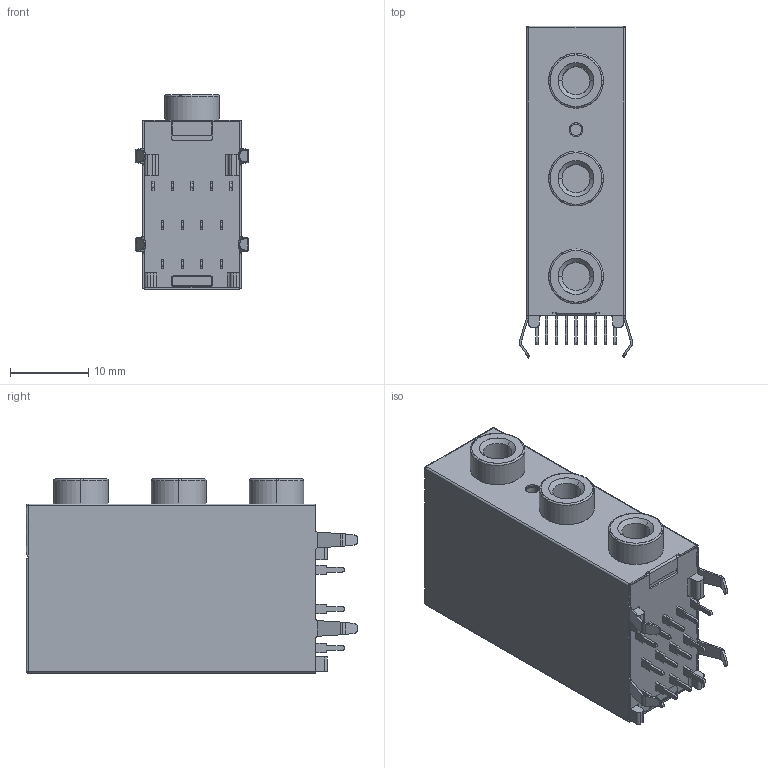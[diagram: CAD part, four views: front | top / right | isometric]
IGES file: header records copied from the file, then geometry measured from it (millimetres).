
Start section: SolidWorks IGES file using analytic representation for surfaces
Global section: file name: STX-4335-5BGP-S1_rB3.IGS; native system: SolidWorks 2007; preprocessor: SolidWorks 2007; author: Patrick; date: 120511.150850; units: millimetre
Bounding box: 14.5 x 42.4 x 24.8 mm (x, y, z)
Surface area: 4131.1 mm2 (no closed solid volume)
Topology: 0 solids, 0 shells, 312 faces, 2584 edges, 2580 vertices
Faces by surface type: bspline 209, revolution 103
